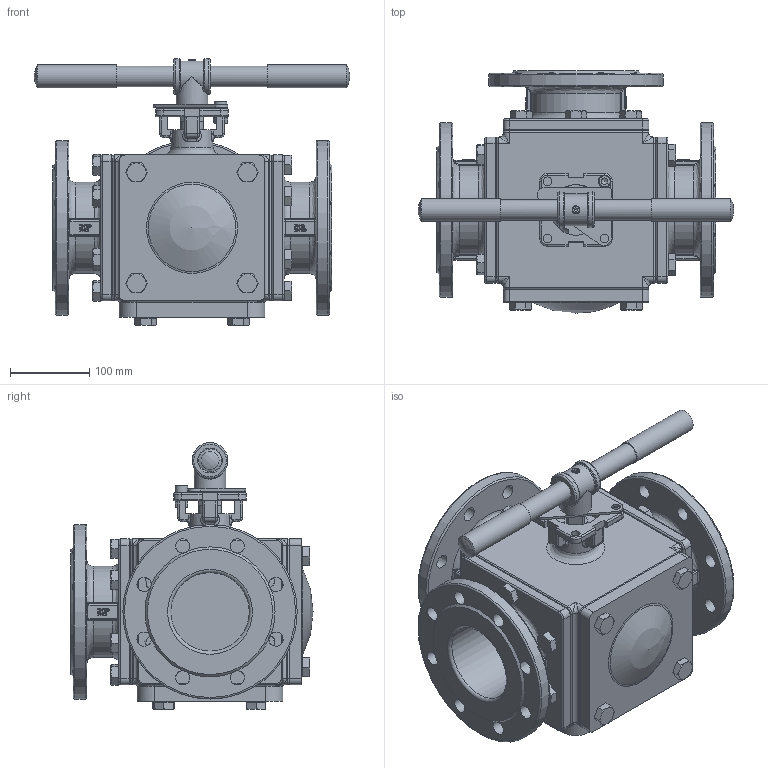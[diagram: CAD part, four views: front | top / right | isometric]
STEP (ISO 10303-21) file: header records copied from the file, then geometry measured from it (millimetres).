
FILE_DESCRIPTION((''),'2;1');
FILE_NAME('640E-100-16-00.stp','2010-08-11T12:03:26',('edu'),(''),'Autodesk Inventor 2010','Autodesk Inventor 2010','');
FILE_SCHEMA(('AUTOMOTIVE_DESIGN { 1 0 10303 214 1 1 1 1 }'));
Length unit declared in the file: millimetre
Products named in the file (1): ENG-005917
Bounding box: 397.76 x 305.5 x 336.5 mm (x, y, z)
Volume: 12128466.7 mm3; surface area: 840478.9 mm2
Topology: 1 solids, 50 shells, 1936 faces, 4752 edges, 3003 vertices
Faces by surface type: plane 765, bspline 597, cylinder 277, cone 220, torus 72, sphere 5
Full cylindrical faces by diameter (mm): 10 x5, 11 x1, 14.917 x26, 16 x27, 21.8 x1, 22 x26, 26 x1, 27 x1, 29 x3, 40 x1, 45 x2, 53.5 x1, 64 x1, 99 x3, 140 x1, 220 x3
Entity records: 62222 total; most frequent: CARTESIAN_POINT 20748, ORIENTED_EDGE 8516, DIRECTION 6840, EDGE_CURVE 4258, VERTEX_POINT 2818, EDGE_LOOP 2462, AXIS2_PLACEMENT_3D 2442, VECTOR 1956
